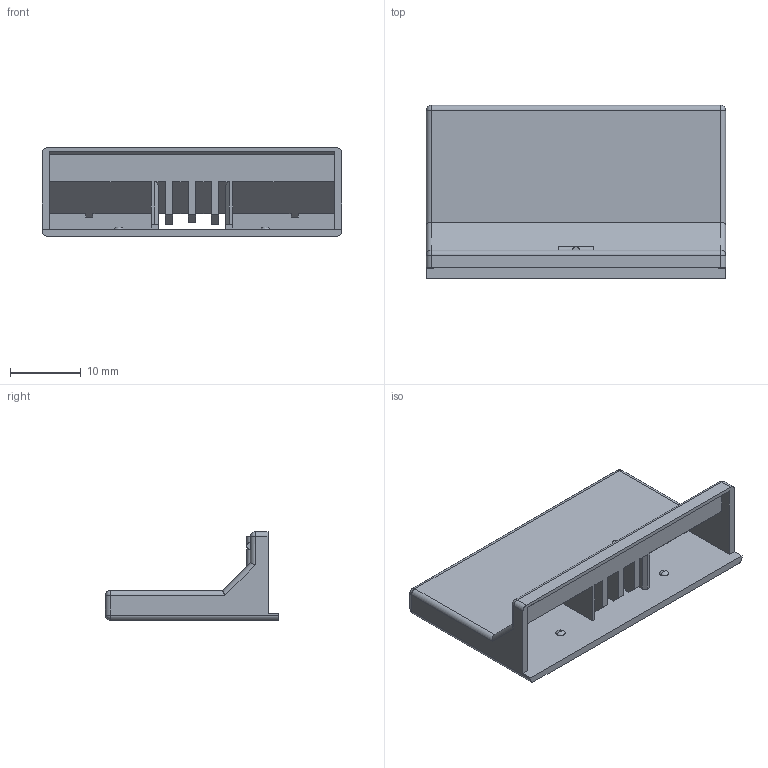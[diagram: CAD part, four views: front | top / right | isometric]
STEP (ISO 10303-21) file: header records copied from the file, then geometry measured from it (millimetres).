
FILE_DESCRIPTION(('FreeCAD Model'),'2;1');
FILE_NAME('3D-KT5-WSN.step','2020-05-04T10:29:44',( 'Author'),(''),'Open CASCADE STEP processor 7.2','FreeCAD','Unknown' );
FILE_SCHEMA(('AUTOMOTIVE_DESIGN { 1 0 10303 214 1 1 1 1 }'));
Length unit declared in the file: millimetre
Products named in the file (1): 10004808725
Bounding box: 42.3 x 24.5 x 12.5 mm (x, y, z)
Volume: 2620.2 mm3; surface area: 5340.9 mm2
Topology: 1 solids, 1 shells, 99 faces, 303 edges, 201 vertices
Faces by surface type: plane 70, cylinder 19, sphere 6, bspline 4
Entity records: 9680 total; most frequent: CARTESIAN_POINT 3883, DIRECTION 1040, LINE 718, VECTOR 718, ORIENTED_EDGE 594, PCURVE 594, DEFINITIONAL_REPRESENTATION 594, EDGE_CURVE 297
